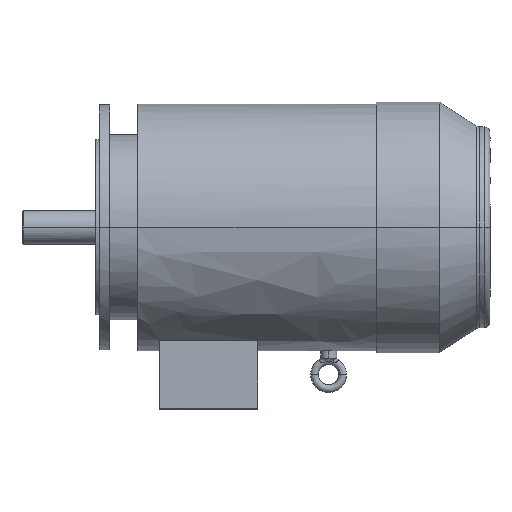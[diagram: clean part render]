
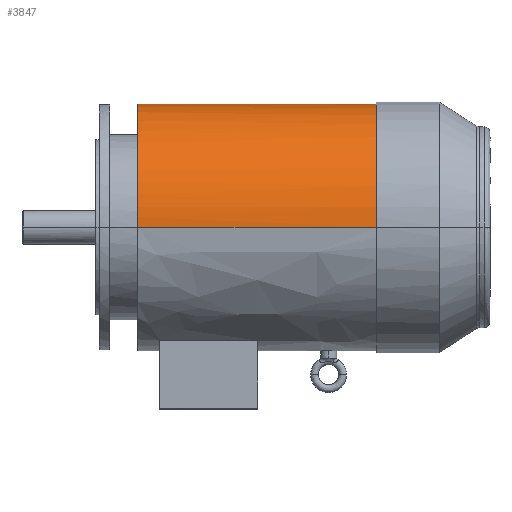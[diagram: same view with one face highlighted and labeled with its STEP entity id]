
A CAD part, top view. The second image highlights one B-rep face of the part: STEP entity #3847.
In plain terms, the highlighted free-form (B-spline) face has degree [3, 1] with [4, 2] control points.
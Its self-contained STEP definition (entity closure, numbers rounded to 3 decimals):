
#3847 = ADVANCED_FACE('',(#3848),#3863,.T.);
#3848 = FACE_BOUND('',#3849,.T.);
#3849 = EDGE_LOOP('',(#3850,#3877,#3891,#3907));
#3850 = ORIENTED_EDGE('',*,*,#3851,.T.);
#3851 = EDGE_CURVE('',#3852,#3854,#3856,.T.);
#3852 = VERTEX_POINT('',#3853);
#3853 = CARTESIAN_POINT('',(395.,0.,176.));
#3854 = VERTEX_POINT('',#3855);
#3855 = CARTESIAN_POINT('',(395.,0.,-176.));
#3856 = SURFACE_CURVE('',#3857,(#3862),.PCURVE_S1.);
#3857 = ( BOUNDED_CURVE() B_SPLINE_CURVE(3,(#3858,#3859,#3860,#3861),
.UNSPECIFIED.,.F.,.F.) B_SPLINE_CURVE_WITH_KNOTS((4,4),(0.,
3.142),.PIECEWISE_BEZIER_KNOTS.) CURVE() 
GEOMETRIC_REPRESENTATION_ITEM() RATIONAL_B_SPLINE_CURVE((1.,
0.333,0.333,1.)) REPRESENTATION_ITEM('') );
#3858 = CARTESIAN_POINT('',(395.,0.,176.));
#3859 = CARTESIAN_POINT('',(395.,352.,176.));
#3860 = CARTESIAN_POINT('',(395.,352.,-176.));
#3861 = CARTESIAN_POINT('',(395.,0.,-176.));
#3862 = PCURVE('',#3863,#3872);
#3863 = ( BOUNDED_SURFACE() B_SPLINE_SURFACE(3,1,(
    (#3864,#3865)
    ,(#3866,#3867)
    ,(#3868,#3869)
    ,(#3870,#3871
)),.UNSPECIFIED.,.F.,.F.,.F.) B_SPLINE_SURFACE_WITH_KNOTS((4,4),(2,2),(
    0.,1.),(0.,1.),.PIECEWISE_BEZIER_KNOTS.) 
GEOMETRIC_REPRESENTATION_ITEM() RATIONAL_B_SPLINE_SURFACE((
    (1.,1.)
    ,(0.333,0.333)
    ,(0.333,0.333)
,(1.,1.))) REPRESENTATION_ITEM('') SURFACE() );
#3864 = CARTESIAN_POINT('',(395.,0.,176.));
#3865 = CARTESIAN_POINT('',(55.,0.,176.));
#3866 = CARTESIAN_POINT('',(395.,352.,176.));
#3867 = CARTESIAN_POINT('',(55.,352.,176.));
#3868 = CARTESIAN_POINT('',(395.,352.,-176.));
#3869 = CARTESIAN_POINT('',(55.,352.,-176.));
#3870 = CARTESIAN_POINT('',(395.,0.,-176.));
#3871 = CARTESIAN_POINT('',(55.,0.,-176.));
#3872 = DEFINITIONAL_REPRESENTATION('',(#3873),#3876);
#3873 = B_SPLINE_CURVE_WITH_KNOTS('',1,(#3874,#3875),.UNSPECIFIED.,.F.,
  .F.,(2,2),(0.,3.142),.PIECEWISE_BEZIER_KNOTS.);
#3874 = CARTESIAN_POINT('',(0.,0.));
#3875 = CARTESIAN_POINT('',(1.,0.));
#3876 = ( GEOMETRIC_REPRESENTATION_CONTEXT(2) 
PARAMETRIC_REPRESENTATION_CONTEXT() REPRESENTATION_CONTEXT('2D SPACE',''
  ) );
#3877 = ORIENTED_EDGE('',*,*,#3878,.T.);
#3878 = EDGE_CURVE('',#3854,#3879,#3881,.T.);
#3879 = VERTEX_POINT('',#3880);
#3880 = CARTESIAN_POINT('',(55.,0.,-176.));
#3881 = SURFACE_CURVE('',#3882,(#3885),.PCURVE_S1.);
#3882 = B_SPLINE_CURVE_WITH_KNOTS('',1,(#3883,#3884),.UNSPECIFIED.,.F.,
  .F.,(2,2),(-0.081,0.259),.PIECEWISE_BEZIER_KNOTS.);
#3883 = CARTESIAN_POINT('',(395.,0.,-176.));
#3884 = CARTESIAN_POINT('',(55.,0.,-176.));
#3885 = PCURVE('',#3863,#3886);
#3886 = DEFINITIONAL_REPRESENTATION('',(#3887),#3890);
#3887 = B_SPLINE_CURVE_WITH_KNOTS('',1,(#3888,#3889),.UNSPECIFIED.,.F.,
  .F.,(2,2),(-0.081,0.259),.PIECEWISE_BEZIER_KNOTS.);
#3888 = CARTESIAN_POINT('',(1.,0.));
#3889 = CARTESIAN_POINT('',(1.,1.));
#3890 = ( GEOMETRIC_REPRESENTATION_CONTEXT(2) 
PARAMETRIC_REPRESENTATION_CONTEXT() REPRESENTATION_CONTEXT('2D SPACE',''
  ) );
#3891 = ORIENTED_EDGE('',*,*,#3892,.T.);
#3892 = EDGE_CURVE('',#3879,#3893,#3895,.T.);
#3893 = VERTEX_POINT('',#3894);
#3894 = CARTESIAN_POINT('',(55.,0.,176.));
#3895 = SURFACE_CURVE('',#3896,(#3901),.PCURVE_S1.);
#3896 = ( BOUNDED_CURVE() B_SPLINE_CURVE(3,(#3897,#3898,#3899,#3900),
.UNSPECIFIED.,.F.,.F.) B_SPLINE_CURVE_WITH_KNOTS((4,4),(-3.142,
0.),.PIECEWISE_BEZIER_KNOTS.) CURVE() GEOMETRIC_REPRESENTATION_ITEM
() RATIONAL_B_SPLINE_CURVE((1.,0.333,0.333,1.)) 
REPRESENTATION_ITEM('') );
#3897 = CARTESIAN_POINT('',(55.,0.,-176.));
#3898 = CARTESIAN_POINT('',(55.,352.,-176.));
#3899 = CARTESIAN_POINT('',(55.,352.,176.));
#3900 = CARTESIAN_POINT('',(55.,0.,176.));
#3901 = PCURVE('',#3863,#3902);
#3902 = DEFINITIONAL_REPRESENTATION('',(#3903),#3906);
#3903 = B_SPLINE_CURVE_WITH_KNOTS('',1,(#3904,#3905),.UNSPECIFIED.,.F.,
  .F.,(2,2),(-3.142,0.),.PIECEWISE_BEZIER_KNOTS.);
#3904 = CARTESIAN_POINT('',(1.,1.));
#3905 = CARTESIAN_POINT('',(0.,1.));
#3906 = ( GEOMETRIC_REPRESENTATION_CONTEXT(2) 
PARAMETRIC_REPRESENTATION_CONTEXT() REPRESENTATION_CONTEXT('2D SPACE',''
  ) );
#3907 = ORIENTED_EDGE('',*,*,#3908,.T.);
#3908 = EDGE_CURVE('',#3893,#3852,#3909,.T.);
#3909 = SURFACE_CURVE('',#3910,(#3913),.PCURVE_S1.);
#3910 = B_SPLINE_CURVE_WITH_KNOTS('',1,(#3911,#3912),.UNSPECIFIED.,.F.,
  .F.,(2,2),(-0.259,0.081),.PIECEWISE_BEZIER_KNOTS.);
#3911 = CARTESIAN_POINT('',(55.,0.,176.));
#3912 = CARTESIAN_POINT('',(395.,0.,176.));
#3913 = PCURVE('',#3863,#3914);
#3914 = DEFINITIONAL_REPRESENTATION('',(#3915),#3918);
#3915 = B_SPLINE_CURVE_WITH_KNOTS('',1,(#3916,#3917),.UNSPECIFIED.,.F.,
  .F.,(2,2),(-0.259,0.081),.PIECEWISE_BEZIER_KNOTS.);
#3916 = CARTESIAN_POINT('',(0.,1.));
#3917 = CARTESIAN_POINT('',(0.,0.));
#3918 = ( GEOMETRIC_REPRESENTATION_CONTEXT(2) 
PARAMETRIC_REPRESENTATION_CONTEXT() REPRESENTATION_CONTEXT('2D SPACE',''
  ) );
